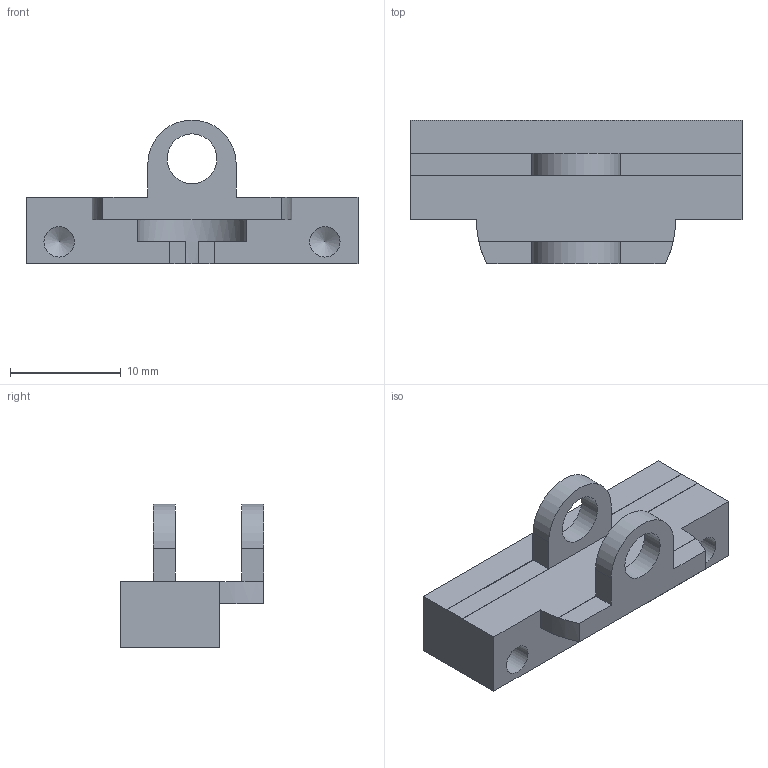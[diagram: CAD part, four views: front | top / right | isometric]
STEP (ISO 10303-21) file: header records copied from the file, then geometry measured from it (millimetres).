
FILE_DESCRIPTION(/* description */ (''),/* implementation_level */ '2;1');
FILE_NAME(/* name */ 'holder_1cc v7.step',/* time_stamp */ '2024-10-21T12:16:20-07:00',/* author */ (''),/* organization */ (''),/* preprocessor_version */ 'ST-DEVELOPER v20',/* originating_system */ 'Autodesk Translation Framework v13.20.0.188',/* authorisation */ '');
FILE_SCHEMA (('AUTOMOTIVE_DESIGN { 1 0 10303 214 3 1 1 }'));
Length unit declared in the file: millimetre
Products named in the file (1): holder_1cc
Bounding box: 30 x 13 x 13 mm (x, y, z)
Volume: 1733.8 mm3; surface area: 1569.4 mm2
Topology: 1 solids, 1 shells, 40 faces, 112 edges, 74 vertices
Faces by surface type: plane 29, cylinder 9, cone 2
Full cylindrical faces by diameter (mm): 2.75 x2, 4.5 x2
Entity records: 1313 total; most frequent: CARTESIAN_POINT 225, ORIENTED_EDGE 220, DIRECTION 214, EDGE_CURVE 110, LINE 88, VECTOR 88, VERTEX_POINT 74, AXIS2_PLACEMENT_3D 63
